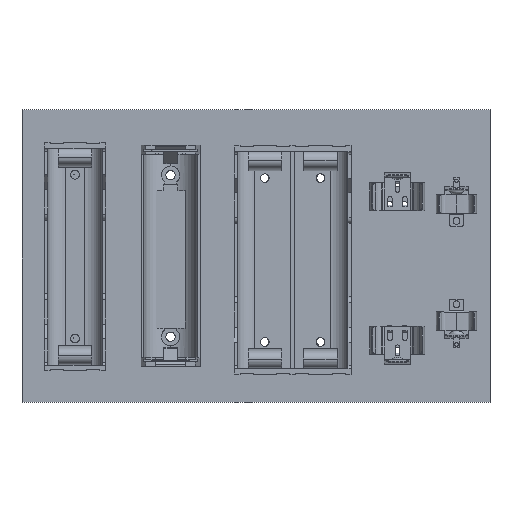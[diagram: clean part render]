
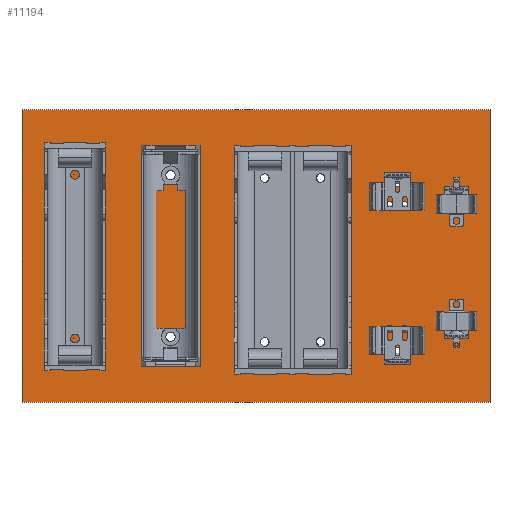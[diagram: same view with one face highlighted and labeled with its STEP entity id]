
A CAD part, top view. The second image highlights one B-rep face of the part: STEP entity #11194.
In plain terms, the highlighted planar face has unit normal (0, 0, 1).
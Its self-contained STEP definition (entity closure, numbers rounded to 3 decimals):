
#208=FACE_BOUND('',#1307,.T.);
#209=FACE_BOUND('',#1308,.T.);
#210=FACE_BOUND('',#1309,.T.);
#211=FACE_BOUND('',#1310,.T.);
#212=FACE_BOUND('',#1311,.T.);
#213=FACE_BOUND('',#1312,.T.);
#214=FACE_BOUND('',#1313,.T.);
#215=FACE_BOUND('',#1314,.T.);
#216=FACE_BOUND('',#1315,.T.);
#217=FACE_BOUND('',#1316,.T.);
#218=FACE_BOUND('',#1317,.T.);
#219=FACE_BOUND('',#1318,.T.);
#220=FACE_BOUND('',#1319,.T.);
#221=FACE_BOUND('',#1320,.T.);
#222=FACE_BOUND('',#1321,.T.);
#223=FACE_BOUND('',#1322,.T.);
#224=FACE_BOUND('',#1323,.T.);
#225=FACE_BOUND('',#1324,.T.);
#226=FACE_BOUND('',#1325,.T.);
#227=FACE_BOUND('',#1326,.T.);
#228=FACE_BOUND('',#1327,.T.);
#229=FACE_BOUND('',#1328,.T.);
#230=FACE_BOUND('',#1329,.T.);
#299=PLANE('',#11908);
#729=FACE_OUTER_BOUND('',#1306,.T.);
#1306=EDGE_LOOP('',(#7733,#7734,#7735,#7736));
#1307=EDGE_LOOP('',(#7737));
#1308=EDGE_LOOP('',(#7738));
#1309=EDGE_LOOP('',(#7739));
#1310=EDGE_LOOP('',(#7740));
#1311=EDGE_LOOP('',(#7741));
#1312=EDGE_LOOP('',(#7742));
#1313=EDGE_LOOP('',(#7743));
#1314=EDGE_LOOP('',(#7744));
#1315=EDGE_LOOP('',(#7745));
#1316=EDGE_LOOP('',(#7746));
#1317=EDGE_LOOP('',(#7747));
#1318=EDGE_LOOP('',(#7748));
#1319=EDGE_LOOP('',(#7749));
#1320=EDGE_LOOP('',(#7750));
#1321=EDGE_LOOP('',(#7751));
#1322=EDGE_LOOP('',(#7752));
#1323=EDGE_LOOP('',(#7753));
#1324=EDGE_LOOP('',(#7754));
#1325=EDGE_LOOP('',(#7755));
#1326=EDGE_LOOP('',(#7756));
#1327=EDGE_LOOP('',(#7757));
#1328=EDGE_LOOP('',(#7758));
#1329=EDGE_LOOP('',(#7759));
#1968=LINE('',#16038,#3263);
#1971=LINE('',#16044,#3266);
#1974=LINE('',#16050,#3269);
#1977=LINE('',#16054,#3272);
#3263=VECTOR('',#12924,10.);
#3266=VECTOR('',#12929,10.);
#3269=VECTOR('',#12934,10.);
#3272=VECTOR('',#12939,10.);
#4534=CIRCLE('',#11837,1.25);
#4536=CIRCLE('',#11840,1.25);
#4538=CIRCLE('',#11843,1.25);
#4540=CIRCLE('',#11846,1.6);
#4542=CIRCLE('',#11849,1.);
#4544=CIRCLE('',#11852,1.5);
#4546=CIRCLE('',#11855,1.75);
#4548=CIRCLE('',#11858,1.75);
#4550=CIRCLE('',#11861,1.5);
#4552=CIRCLE('',#11864,1.5);
#4554=CIRCLE('',#11867,0.045);
#4556=CIRCLE('',#11870,1.5);
#4558=CIRCLE('',#11873,0.045);
#4560=CIRCLE('',#11876,1.5);
#4562=CIRCLE('',#11879,1.5);
#4564=CIRCLE('',#11882,1.75);
#4566=CIRCLE('',#11885,1.75);
#4568=CIRCLE('',#11888,1.);
#4570=CIRCLE('',#11891,1.);
#4572=CIRCLE('',#11894,1.6);
#4574=CIRCLE('',#11897,1.25);
#4576=CIRCLE('',#11900,1.25);
#4578=CIRCLE('',#11903,1.25);
#4844=VERTEX_POINT('',#15896);
#4846=VERTEX_POINT('',#15902);
#4848=VERTEX_POINT('',#15908);
#4850=VERTEX_POINT('',#15914);
#4852=VERTEX_POINT('',#15920);
#4854=VERTEX_POINT('',#15926);
#4856=VERTEX_POINT('',#15932);
#4858=VERTEX_POINT('',#15938);
#4860=VERTEX_POINT('',#15944);
#4862=VERTEX_POINT('',#15950);
#4864=VERTEX_POINT('',#15956);
#4866=VERTEX_POINT('',#15962);
#4868=VERTEX_POINT('',#15968);
#4870=VERTEX_POINT('',#15974);
#4872=VERTEX_POINT('',#15980);
#4874=VERTEX_POINT('',#15986);
#4876=VERTEX_POINT('',#15992);
#4878=VERTEX_POINT('',#15998);
#4880=VERTEX_POINT('',#16004);
#4882=VERTEX_POINT('',#16010);
#4884=VERTEX_POINT('',#16016);
#4886=VERTEX_POINT('',#16022);
#4888=VERTEX_POINT('',#16028);
#4891=VERTEX_POINT('',#16035);
#4892=VERTEX_POINT('',#16037);
#4894=VERTEX_POINT('',#16043);
#4896=VERTEX_POINT('',#16049);
#5950=EDGE_CURVE('',#4844,#4844,#4534,.T.);
#5953=EDGE_CURVE('',#4846,#4846,#4536,.T.);
#5956=EDGE_CURVE('',#4848,#4848,#4538,.T.);
#5959=EDGE_CURVE('',#4850,#4850,#4540,.T.);
#5962=EDGE_CURVE('',#4852,#4852,#4542,.T.);
#5965=EDGE_CURVE('',#4854,#4854,#4544,.T.);
#5968=EDGE_CURVE('',#4856,#4856,#4546,.T.);
#5971=EDGE_CURVE('',#4858,#4858,#4548,.T.);
#5974=EDGE_CURVE('',#4860,#4860,#4550,.T.);
#5977=EDGE_CURVE('',#4862,#4862,#4552,.T.);
#5980=EDGE_CURVE('',#4864,#4864,#4554,.T.);
#5983=EDGE_CURVE('',#4866,#4866,#4556,.T.);
#5986=EDGE_CURVE('',#4868,#4868,#4558,.T.);
#5989=EDGE_CURVE('',#4870,#4870,#4560,.T.);
#5992=EDGE_CURVE('',#4872,#4872,#4562,.T.);
#5995=EDGE_CURVE('',#4874,#4874,#4564,.T.);
#5998=EDGE_CURVE('',#4876,#4876,#4566,.T.);
#6001=EDGE_CURVE('',#4878,#4878,#4568,.T.);
#6004=EDGE_CURVE('',#4880,#4880,#4570,.T.);
#6007=EDGE_CURVE('',#4882,#4882,#4572,.T.);
#6010=EDGE_CURVE('',#4884,#4884,#4574,.T.);
#6013=EDGE_CURVE('',#4886,#4886,#4576,.T.);
#6016=EDGE_CURVE('',#4888,#4888,#4578,.T.);
#6019=EDGE_CURVE('',#4892,#4891,#1968,.T.);
#6022=EDGE_CURVE('',#4894,#4892,#1971,.T.);
#6025=EDGE_CURVE('',#4896,#4894,#1974,.T.);
#6028=EDGE_CURVE('',#4891,#4896,#1977,.T.);
#7733=ORIENTED_EDGE('',*,*,#6028,.T.);
#7734=ORIENTED_EDGE('',*,*,#6025,.T.);
#7735=ORIENTED_EDGE('',*,*,#6022,.T.);
#7736=ORIENTED_EDGE('',*,*,#6019,.T.);
#7737=ORIENTED_EDGE('',*,*,#5950,.T.);
#7738=ORIENTED_EDGE('',*,*,#5953,.T.);
#7739=ORIENTED_EDGE('',*,*,#5956,.T.);
#7740=ORIENTED_EDGE('',*,*,#5959,.T.);
#7741=ORIENTED_EDGE('',*,*,#5962,.T.);
#7742=ORIENTED_EDGE('',*,*,#5965,.T.);
#7743=ORIENTED_EDGE('',*,*,#5968,.T.);
#7744=ORIENTED_EDGE('',*,*,#5971,.T.);
#7745=ORIENTED_EDGE('',*,*,#5974,.T.);
#7746=ORIENTED_EDGE('',*,*,#5977,.T.);
#7747=ORIENTED_EDGE('',*,*,#5980,.T.);
#7748=ORIENTED_EDGE('',*,*,#5983,.T.);
#7749=ORIENTED_EDGE('',*,*,#5986,.T.);
#7750=ORIENTED_EDGE('',*,*,#5989,.T.);
#7751=ORIENTED_EDGE('',*,*,#5992,.T.);
#7752=ORIENTED_EDGE('',*,*,#5995,.T.);
#7753=ORIENTED_EDGE('',*,*,#5998,.T.);
#7754=ORIENTED_EDGE('',*,*,#6001,.T.);
#7755=ORIENTED_EDGE('',*,*,#6004,.T.);
#7756=ORIENTED_EDGE('',*,*,#6007,.T.);
#7757=ORIENTED_EDGE('',*,*,#6010,.T.);
#7758=ORIENTED_EDGE('',*,*,#6013,.T.);
#7759=ORIENTED_EDGE('',*,*,#6016,.T.);
#11194=ADVANCED_FACE('',(#729,#208,#209,#210,#211,#212,#213,#214,#215,#216,
#217,#218,#219,#220,#221,#222,#223,#224,#225,#226,#227,#228,#229,#230),
#299,.T.);
#11837=AXIS2_PLACEMENT_3D('',#15898,#12764,#12765);
#11840=AXIS2_PLACEMENT_3D('',#15904,#12771,#12772);
#11843=AXIS2_PLACEMENT_3D('',#15910,#12778,#12779);
#11846=AXIS2_PLACEMENT_3D('',#15916,#12785,#12786);
#11849=AXIS2_PLACEMENT_3D('',#15922,#12792,#12793);
#11852=AXIS2_PLACEMENT_3D('',#15928,#12799,#12800);
#11855=AXIS2_PLACEMENT_3D('',#15934,#12806,#12807);
#11858=AXIS2_PLACEMENT_3D('',#15940,#12813,#12814);
#11861=AXIS2_PLACEMENT_3D('',#15946,#12820,#12821);
#11864=AXIS2_PLACEMENT_3D('',#15952,#12827,#12828);
#11867=AXIS2_PLACEMENT_3D('',#15958,#12834,#12835);
#11870=AXIS2_PLACEMENT_3D('',#15964,#12841,#12842);
#11873=AXIS2_PLACEMENT_3D('',#15970,#12848,#12849);
#11876=AXIS2_PLACEMENT_3D('',#15976,#12855,#12856);
#11879=AXIS2_PLACEMENT_3D('',#15982,#12862,#12863);
#11882=AXIS2_PLACEMENT_3D('',#15988,#12869,#12870);
#11885=AXIS2_PLACEMENT_3D('',#15994,#12876,#12877);
#11888=AXIS2_PLACEMENT_3D('',#16000,#12883,#12884);
#11891=AXIS2_PLACEMENT_3D('',#16006,#12890,#12891);
#11894=AXIS2_PLACEMENT_3D('',#16012,#12897,#12898);
#11897=AXIS2_PLACEMENT_3D('',#16018,#12904,#12905);
#11900=AXIS2_PLACEMENT_3D('',#16024,#12911,#12912);
#11903=AXIS2_PLACEMENT_3D('',#16030,#12918,#12919);
#11908=AXIS2_PLACEMENT_3D('',#16055,#12940,#12941);
#12764=DIRECTION('center_axis',(0.,0.,-1.));
#12765=DIRECTION('ref_axis',(1.,0.,0.));
#12771=DIRECTION('center_axis',(0.,0.,-1.));
#12772=DIRECTION('ref_axis',(1.,0.,0.));
#12778=DIRECTION('center_axis',(0.,0.,-1.));
#12779=DIRECTION('ref_axis',(1.,0.,0.));
#12785=DIRECTION('center_axis',(0.,0.,-1.));
#12786=DIRECTION('ref_axis',(1.,0.,0.));
#12792=DIRECTION('center_axis',(0.,0.,-1.));
#12793=DIRECTION('ref_axis',(1.,0.,0.));
#12799=DIRECTION('center_axis',(0.,0.,-1.));
#12800=DIRECTION('ref_axis',(1.,0.,0.));
#12806=DIRECTION('center_axis',(0.,0.,-1.));
#12807=DIRECTION('ref_axis',(1.,0.,0.));
#12813=DIRECTION('center_axis',(0.,0.,-1.));
#12814=DIRECTION('ref_axis',(1.,0.,0.));
#12820=DIRECTION('center_axis',(0.,0.,-1.));
#12821=DIRECTION('ref_axis',(1.,0.,0.));
#12827=DIRECTION('center_axis',(0.,0.,-1.));
#12828=DIRECTION('ref_axis',(1.,0.,0.));
#12834=DIRECTION('center_axis',(0.,0.,-1.));
#12835=DIRECTION('ref_axis',(1.,0.,0.));
#12841=DIRECTION('center_axis',(0.,0.,-1.));
#12842=DIRECTION('ref_axis',(1.,0.,0.));
#12848=DIRECTION('center_axis',(0.,0.,-1.));
#12849=DIRECTION('ref_axis',(1.,0.,0.));
#12855=DIRECTION('center_axis',(0.,0.,-1.));
#12856=DIRECTION('ref_axis',(1.,0.,0.));
#12862=DIRECTION('center_axis',(0.,0.,-1.));
#12863=DIRECTION('ref_axis',(1.,0.,0.));
#12869=DIRECTION('center_axis',(0.,0.,-1.));
#12870=DIRECTION('ref_axis',(1.,0.,0.));
#12876=DIRECTION('center_axis',(0.,0.,-1.));
#12877=DIRECTION('ref_axis',(1.,0.,0.));
#12883=DIRECTION('center_axis',(0.,0.,-1.));
#12884=DIRECTION('ref_axis',(1.,0.,0.));
#12890=DIRECTION('center_axis',(0.,0.,-1.));
#12891=DIRECTION('ref_axis',(1.,0.,0.));
#12897=DIRECTION('center_axis',(0.,0.,-1.));
#12898=DIRECTION('ref_axis',(1.,0.,0.));
#12904=DIRECTION('center_axis',(0.,0.,-1.));
#12905=DIRECTION('ref_axis',(1.,0.,0.));
#12911=DIRECTION('center_axis',(0.,0.,-1.));
#12912=DIRECTION('ref_axis',(1.,0.,0.));
#12918=DIRECTION('center_axis',(0.,0.,-1.));
#12919=DIRECTION('ref_axis',(1.,0.,0.));
#12924=DIRECTION('',(-1.,0.,0.));
#12929=DIRECTION('',(0.,1.,0.));
#12934=DIRECTION('',(1.,0.,0.));
#12939=DIRECTION('',(0.,-1.,0.));
#12940=DIRECTION('center_axis',(0.,0.,1.));
#12941=DIRECTION('ref_axis',(1.,0.,0.));
#15896=CARTESIAN_POINT('',(129.56,25.09,1.57));
#15898=CARTESIAN_POINT('Origin',(130.81,25.09,1.57));
#15902=CARTESIAN_POINT('',(127.02,74.93,1.57));
#15904=CARTESIAN_POINT('Origin',(128.27,74.93,1.57));
#15908=CARTESIAN_POINT('',(124.48,67.31,1.57));
#15910=CARTESIAN_POINT('Origin',(125.73,67.31,1.57));
#15914=CARTESIAN_POINT('',(49.2,22.32,1.57));
#15916=CARTESIAN_POINT('Origin',(50.8,22.32,1.57));
#15920=CARTESIAN_POINT('',(49.8,13.97,1.57));
#15922=CARTESIAN_POINT('Origin',(50.8,13.97,1.57));
#15926=CARTESIAN_POINT('',(16.28,13.97,1.57));
#15928=CARTESIAN_POINT('Origin',(17.78,13.97,1.57));
#15932=CARTESIAN_POINT('',(100.8,76.7,1.57));
#15934=CARTESIAN_POINT('Origin',(102.55,76.7,1.57));
#15938=CARTESIAN_POINT('',(80.8,76.7,1.57));
#15940=CARTESIAN_POINT('Origin',(82.55,76.7,1.57));
#15944=CARTESIAN_POINT('',(101.05,84.7,1.57));
#15946=CARTESIAN_POINT('Origin',(102.55,84.7,1.57));
#15950=CARTESIAN_POINT('',(81.05,12.7,1.57));
#15952=CARTESIAN_POINT('Origin',(82.55,12.7,1.57));
#15956=CARTESIAN_POINT('',(17.736,77.97,1.57));
#15958=CARTESIAN_POINT('Origin',(17.78,77.97,1.57));
#15962=CARTESIAN_POINT('',(16.28,85.97,1.57));
#15964=CARTESIAN_POINT('Origin',(17.78,85.97,1.57));
#15968=CARTESIAN_POINT('',(17.546,21.97,1.57));
#15970=CARTESIAN_POINT('Origin',(17.59,21.97,1.57));
#15974=CARTESIAN_POINT('',(81.05,84.7,1.57));
#15976=CARTESIAN_POINT('Origin',(82.55,84.7,1.57));
#15980=CARTESIAN_POINT('',(101.05,12.7,1.57));
#15982=CARTESIAN_POINT('Origin',(102.55,12.7,1.57));
#15986=CARTESIAN_POINT('',(80.8,20.7,1.57));
#15988=CARTESIAN_POINT('Origin',(82.55,20.7,1.57));
#15992=CARTESIAN_POINT('',(100.8,20.7,1.57));
#15994=CARTESIAN_POINT('Origin',(102.55,20.7,1.57));
#15998=CARTESIAN_POINT('',(49.8,85.97,1.57));
#16000=CARTESIAN_POINT('Origin',(50.8,85.97,1.57));
#16004=CARTESIAN_POINT('',(59.1,84.72,1.57));
#16006=CARTESIAN_POINT('Origin',(60.1,84.72,1.57));
#16010=CARTESIAN_POINT('',(49.2,77.62,1.57));
#16012=CARTESIAN_POINT('Origin',(50.8,77.62,1.57));
#16016=CARTESIAN_POINT('',(129.56,67.31,1.57));
#16018=CARTESIAN_POINT('Origin',(130.81,67.31,1.57));
#16022=CARTESIAN_POINT('',(124.48,25.09,1.57));
#16024=CARTESIAN_POINT('Origin',(125.73,25.09,1.57));
#16028=CARTESIAN_POINT('',(127.02,17.47,1.57));
#16030=CARTESIAN_POINT('Origin',(128.27,17.47,1.57));
#16035=CARTESIAN_POINT('',(0.,100.,1.57));
#16037=CARTESIAN_POINT('',(160.,100.,1.57));
#16038=CARTESIAN_POINT('',(160.,100.,1.57));
#16043=CARTESIAN_POINT('',(160.,0.,1.57));
#16044=CARTESIAN_POINT('',(160.,0.,1.57));
#16049=CARTESIAN_POINT('',(0.,0.,1.57));
#16050=CARTESIAN_POINT('',(0.,0.,1.57));
#16054=CARTESIAN_POINT('',(0.,100.,1.57));
#16055=CARTESIAN_POINT('Origin',(80.,50.,1.57));
